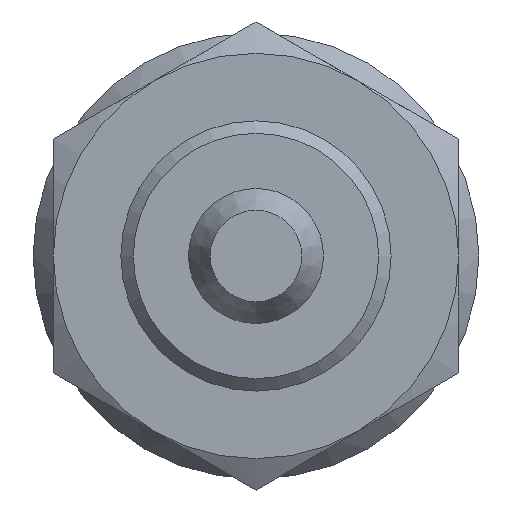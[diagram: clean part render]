
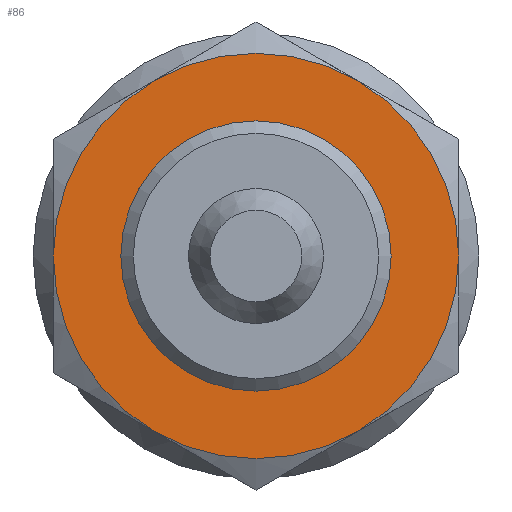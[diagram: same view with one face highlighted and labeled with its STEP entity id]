
A CAD part, front view. The second image highlights one B-rep face of the part: STEP entity #86.
In plain terms, the highlighted planar face has unit normal (0, -1, 0).
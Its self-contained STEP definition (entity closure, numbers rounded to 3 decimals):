
#86 = ADVANCED_FACE( '', ( #207, #208 ), #209, .F. );
#207 = FACE_BOUND( '', #373, .T. );
#208 = FACE_OUTER_BOUND( '', #374, .T. );
#209 = PLANE( '', #375 );
#373 = EDGE_LOOP( '', ( #568 ) );
#374 = EDGE_LOOP( '', ( #569, #570, #571, #572, #573, #574 ) );
#375 = AXIS2_PLACEMENT_3D( '', #575, #576, #577 );
#568 = ORIENTED_EDGE( '', *, *, #910, .T. );
#569 = ORIENTED_EDGE( '', *, *, #924, .T. );
#570 = ORIENTED_EDGE( '', *, *, #925, .T. );
#571 = ORIENTED_EDGE( '', *, *, #926, .T. );
#572 = ORIENTED_EDGE( '', *, *, #927, .T. );
#573 = ORIENTED_EDGE( '', *, *, #928, .T. );
#574 = ORIENTED_EDGE( '', *, *, #929, .T. );
#575 = CARTESIAN_POINT( '', ( 15., -25., 0. ) );
#576 = DIRECTION( '', ( 0., 1., 0. ) );
#577 = DIRECTION( '', ( 0., 0., 1. ) );
#910 = EDGE_CURVE( '', #1066, #1066, #1067, .T. );
#924 = EDGE_CURVE( '', #1091, #1054, #1092, .T. );
#925 = EDGE_CURVE( '', #1054, #1093, #1094, .T. );
#926 = EDGE_CURVE( '', #1093, #1095, #1096, .T. );
#927 = EDGE_CURVE( '', #1095, #1097, #1098, .T. );
#928 = EDGE_CURVE( '', #1097, #1085, #1099, .T. );
#929 = EDGE_CURVE( '', #1085, #1091, #1100, .T. );
#1054 = VERTEX_POINT( '', #1275 );
#1066 = VERTEX_POINT( '', #1307 );
#1067 = CIRCLE( '', #1308, 10. );
#1085 = VERTEX_POINT( '', #1345 );
#1091 = VERTEX_POINT( '', #1364 );
#1092 = CIRCLE( '', #1365, 15. );
#1093 = VERTEX_POINT( '', #1366 );
#1094 = CIRCLE( '', #1367, 15. );
#1095 = VERTEX_POINT( '', #1368 );
#1096 = CIRCLE( '', #1369, 15. );
#1097 = VERTEX_POINT( '', #1370 );
#1098 = CIRCLE( '', #1371, 15. );
#1099 = CIRCLE( '', #1372, 15. );
#1100 = CIRCLE( '', #1373, 15. );
#1275 = CARTESIAN_POINT( '', ( 15., -25., 0. ) );
#1307 = CARTESIAN_POINT( '', ( 0., -25., 10. ) );
#1308 = AXIS2_PLACEMENT_3D( '', #1646, #1647, #1648 );
#1345 = CARTESIAN_POINT( '', ( -7.5, -25., -12.99 ) );
#1364 = CARTESIAN_POINT( '', ( 7.5, -25., -12.99 ) );
#1365 = AXIS2_PLACEMENT_3D( '', #1657, #1658, #1659 );
#1366 = CARTESIAN_POINT( '', ( 7.5, -25., 12.99 ) );
#1367 = AXIS2_PLACEMENT_3D( '', #1660, #1661, #1662 );
#1368 = CARTESIAN_POINT( '', ( -7.5, -25., 12.99 ) );
#1369 = AXIS2_PLACEMENT_3D( '', #1663, #1664, #1665 );
#1370 = CARTESIAN_POINT( '', ( -15., -25., 0. ) );
#1371 = AXIS2_PLACEMENT_3D( '', #1666, #1667, #1668 );
#1372 = AXIS2_PLACEMENT_3D( '', #1669, #1670, #1671 );
#1373 = AXIS2_PLACEMENT_3D( '', #1672, #1673, #1674 );
#1646 = CARTESIAN_POINT( '', ( 0., -25., 0. ) );
#1647 = DIRECTION( '', ( 0., 1., 0. ) );
#1648 = DIRECTION( '', ( 0., 0., 1. ) );
#1657 = CARTESIAN_POINT( '', ( 0., -25., 0. ) );
#1658 = DIRECTION( '', ( 0., -1., 0. ) );
#1659 = DIRECTION( '', ( 0., 0., -1. ) );
#1660 = CARTESIAN_POINT( '', ( 0., -25., 0. ) );
#1661 = DIRECTION( '', ( 0., -1., 0. ) );
#1662 = DIRECTION( '', ( 0., 0., -1. ) );
#1663 = CARTESIAN_POINT( '', ( 0., -25., 0. ) );
#1664 = DIRECTION( '', ( 0., -1., 0. ) );
#1665 = DIRECTION( '', ( 0., 0., -1. ) );
#1666 = CARTESIAN_POINT( '', ( 0., -25., 0. ) );
#1667 = DIRECTION( '', ( 0., -1., 0. ) );
#1668 = DIRECTION( '', ( 0., 0., -1. ) );
#1669 = CARTESIAN_POINT( '', ( 0., -25., 0. ) );
#1670 = DIRECTION( '', ( 0., -1., 0. ) );
#1671 = DIRECTION( '', ( 0., 0., -1. ) );
#1672 = CARTESIAN_POINT( '', ( 0., -25., 0. ) );
#1673 = DIRECTION( '', ( 0., -1., 0. ) );
#1674 = DIRECTION( '', ( 0., 0., -1. ) );
